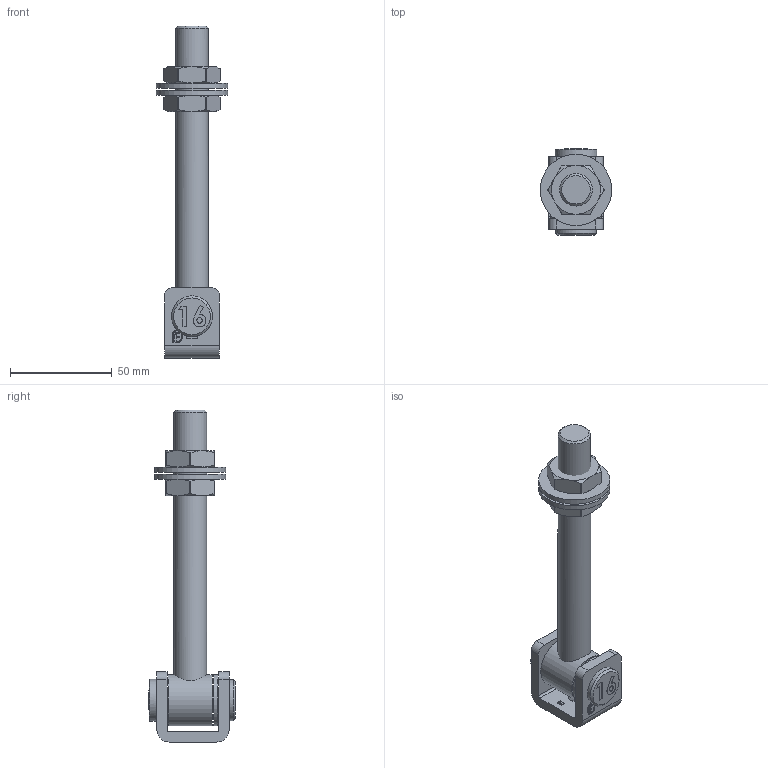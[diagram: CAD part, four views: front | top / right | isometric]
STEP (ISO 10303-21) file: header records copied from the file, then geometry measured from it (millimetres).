
FILE_DESCRIPTION (( 'STEP AP203' ), '1' );
FILE_NAME ('130-M16-FEV.step', '2023-11-30T15:40:21', ( '' ), ( '' ), 'SwSTEP 2.0', 'SolidWorks 2018', '' );
FILE_SCHEMA (( 'CONFIG_CONTROL_DESIGN' ));
Length unit declared in the file: millimetre
Products named in the file (8): Torband Teil1_130-M16-FEV Teil1; Torband Teil5_130-M16-FEV Teil5; Torband Teil2_130-M16-FEV Teil2; Torband Teil3_130-M16-FEV Teil3; DIN 936 M8-M24_DIN 936 M16; 130-Mxx Teil6_130-M16-FEV Teil6; 130-M16-FEV; Torband Teil4_130-M16-FEV Teil4
Assembly tree (9 placements, depth 2):
  130-M16-FEV
    Torband Teil1_130-M16-FEV Teil1
    Torband Teil2_130-M16-FEV Teil2
    Torband Teil3_130-M16-FEV Teil3
    Torband Teil4_130-M16-FEV Teil4
    Torband Teil5_130-M16-FEV Teil5
    DIN 936 M8-M24_DIN 936 M16  x2
    130-Mxx Teil6_130-M16-FEV Teil6  x2
Bounding box: 35 x 42.46 x 163 mm (x, y, z)
Volume: 60558.3 mm3; surface area: 27574.7 mm2
Topology: 9 solids, 9 shells, 550 faces, 1473 edges, 971 vertices
Faces by surface type: plane 348, bspline 128, cylinder 39, cone 34, sphere 1
Full cylindrical faces by diameter (mm): 5 x1, 6 x1, 8 x1, 11.8 x1, 12.5 x3, 14 x2, 16 x1, 17 x2, 20 x1, 20.5 x1, 25 x2, 35 x2
Entity records: 22388 total; most frequent: CARTESIAN_POINT 9630, ORIENTED_EDGE 2734, DIRECTION 1917, EDGE_CURVE 1367, VERTEX_POINT 918, LINE 911, VECTOR 911, EDGE_LOOP 585
